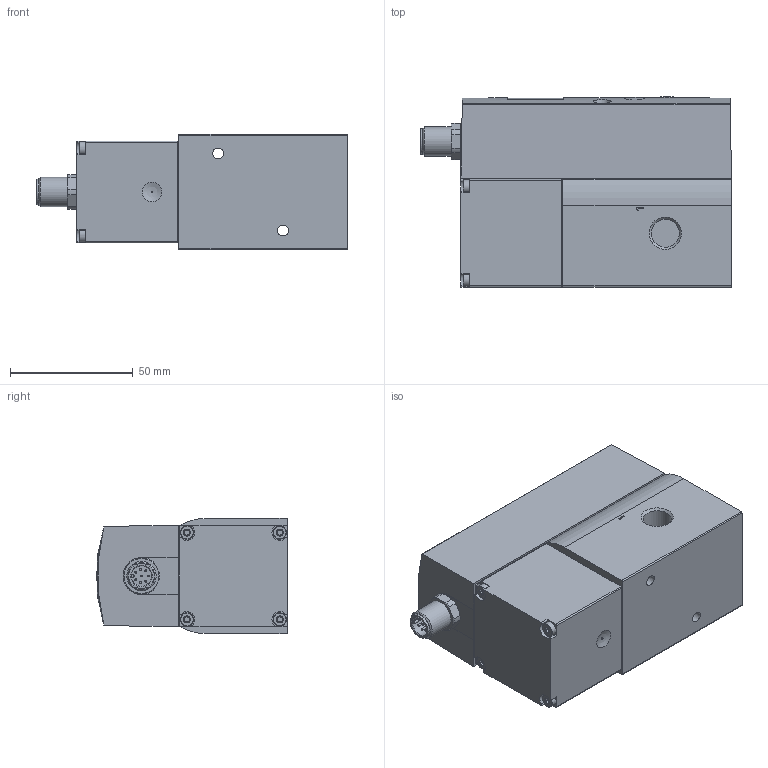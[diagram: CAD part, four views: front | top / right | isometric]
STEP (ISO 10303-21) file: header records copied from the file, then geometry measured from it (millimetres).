
FILE_DESCRIPTION(/* description */ ('STEP AP214'),/* implementation_level */ '2;1');
FILE_NAME(/* name */ '571290_VPPM-8L-L-1-G14-0L10H-A4P-S1C1',/* time_stamp */ '2024-09-17T03:39:24+02:00',/* author */ ('License CC BY-ND 4.0'),/* organization */ ('CADENAS'),/* preprocessor_version */ 'ST-DEVELOPER v19.3',/* originating_system */ 'PARTsolutions',/* authorisation */ ' ');
FILE_SCHEMA (('AUTOMOTIVE_DESIGN {1 0 10303 214 3 1 1}'));
Length unit declared in the file: millimetre
Products named in the file (1): 571290 VPPM-8L-L-1-G14-0L10H-A4P-S1C1
Bounding box: 126.9 x 77.78 x 47 mm (x, y, z)
Volume: 356623.9 mm3; surface area: 38429.9 mm2
Topology: 1 solids, 1 shells, 254 faces, 580 edges, 367 vertices
Faces by surface type: plane 116, cylinder 88, cone 42, sphere 4, torus 4
Full cylindrical faces by diameter (mm): 0.8 x8, 2 x1, 4.4 x2, 5.5 x4, 7.5 x2, 8.3 x1, 10.4 x1, 11.445 x3, 12 x1, 22 x1, 23 x1
Entity records: 8852 total; most frequent: CARTESIAN_POINT 1398, DIRECTION 1215, ORIENTED_EDGE 1078, EDGE_CURVE 539, AXIS2_PLACEMENT_3D 474, VERTEX_POINT 362, EDGE_LOOP 333, FACE_BOUND 333
